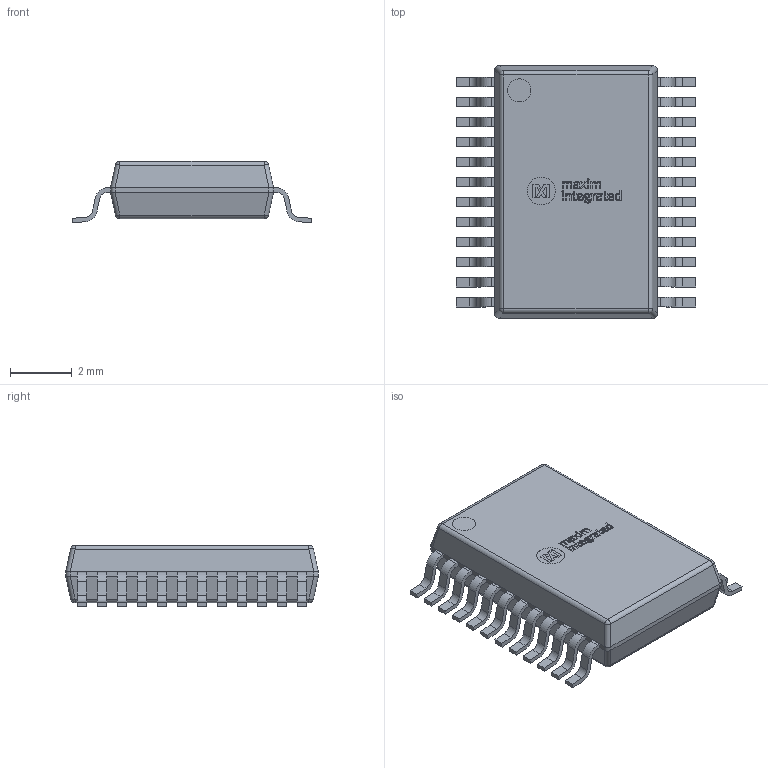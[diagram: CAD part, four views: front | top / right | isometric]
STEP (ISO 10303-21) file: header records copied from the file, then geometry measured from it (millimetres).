
FILE_DESCRIPTION(/* description */ (''),/* implementation_level */ '2;1');
FILE_NAME(/* name */ 'A24+2.stp',/* time_stamp */ '2022-03-04T21:30:20+02:00',/* author */ ('thall'),/* organization */ (''),/* preprocessor_version */ 'ST-DEVELOPER v18.1',/* originating_system */ 'Autodesk Inventor 2021',/* authorisation */ '');
FILE_SCHEMA (('AUTOMOTIVE_DESIGN { 1 0 10303 214 3 1 1 }'));
Length unit declared in the file: millimetre
Products named in the file (5): A20+5; Package; Leads; Mark; Logo
Assembly tree (4 placements, depth 2):
  A20+5
    Package
    Leads
    Mark
    Logo
Bounding box: 7.78 x 8.2 x 1.99 mm (x, y, z)
Volume: 78.4 mm3; surface area: 170.2 mm2
Topology: 44 solids, 44 shells, 661 faces, 1697 edges, 1124 vertices
Faces by surface type: plane 423, cylinder 118, bspline 112, sphere 8
Full cylindrical faces by diameter (mm): 0.75 x1
Entity records: 20738 total; most frequent: CARTESIAN_POINT 4904, ORIENTED_EDGE 3394, DIRECTION 2878, EDGE_CURVE 1697, LINE 1226, VECTOR 1226, VERTEX_POINT 1124, AXIS2_PLACEMENT_3D 826
